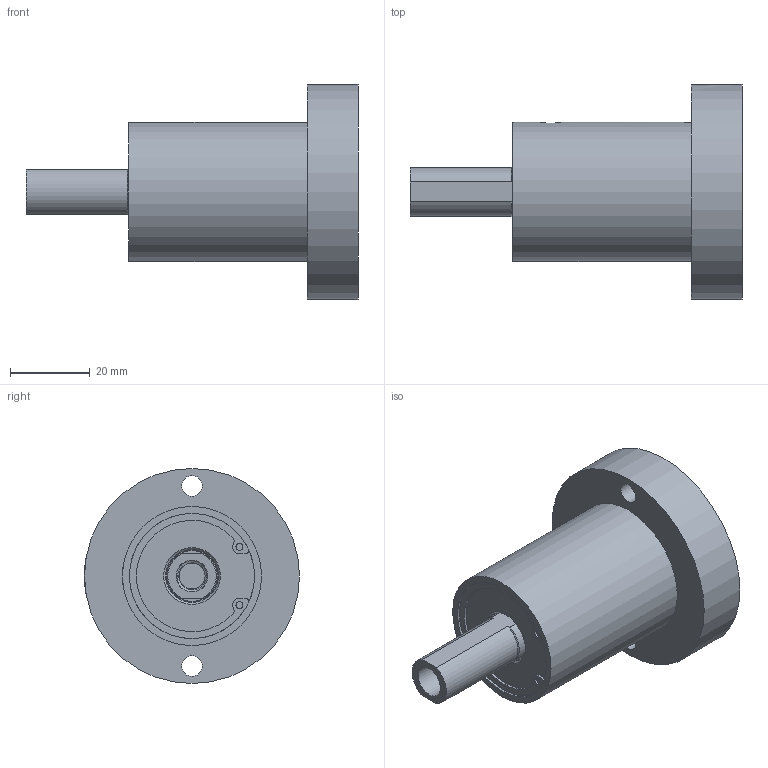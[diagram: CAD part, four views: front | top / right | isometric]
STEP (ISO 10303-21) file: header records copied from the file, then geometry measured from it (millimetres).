
FILE_DESCRIPTION(/* description */ ('STEP AP203'),/* implementation_level */ '2;1');
FILE_NAME(/* name */ '6212K326_ROUND BODY AIR CYLINDER FOR NARROW SPACES_ipt_7368986c.STEP',/* time_stamp */ '2018-02-13T23:11:10-05:00',/* author */ (''),/* organization */ (''),/* preprocessor_version */ 'ST-DEVELOPER v16.13',/* originating_system */ 'Autodesk Inventor 2018',/* authorisation */ '');
FILE_SCHEMA (('AUTOMOTIVE_DESIGN { 1 0 10303 214 3 1 1 }'));
Length unit declared in the file: inch
Products named in the file (1): 6212K326_ROUND BODY AIR CYLINDER FOR NARROW SPACES
Bounding box: 83.34 x 53.98 x 53.98 mm (x, y, z)
Volume: 70688.8 mm3; surface area: 17916.4 mm2
Topology: 2 solids, 2 shells, 69 faces, 162 edges, 105 vertices
Faces by surface type: cylinder 33, plane 22, cone 8, bspline 6
Full cylindrical faces by diameter (mm): 1.746 x2, 5.159 x2, 7.938 x9, 12.7 x1, 13.208 x1, 31.433 x1, 34.925 x1, 53.975 x1
Entity records: 4872 total; most frequent: CARTESIAN_POINT 3636, DIRECTION 246, ORIENTED_EDGE 226, EDGE_CURVE 113, AXIS2_PLACEMENT_3D 104, EDGE_LOOP 83, VERTEX_POINT 80, FACE_OUTER_BOUND 58
